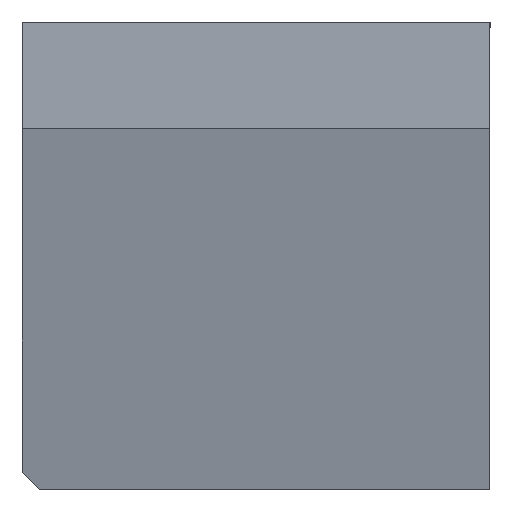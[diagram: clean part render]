
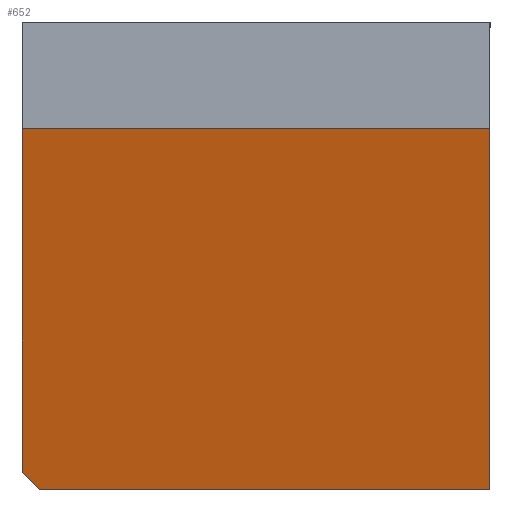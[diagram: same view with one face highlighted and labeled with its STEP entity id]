
A CAD part, left-side view. The second image highlights one B-rep face of the part: STEP entity #652.
In plain terms, the highlighted planar face has unit normal (-0.943, 0.334, 0).
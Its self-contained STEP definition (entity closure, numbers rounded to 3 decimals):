
#652=ADVANCED_FACE('NONE',(#1588),#1589,.F.);
#1588=FACE_OUTER_BOUND('',#2785,.T.);
#1589=PLANE('',#2786);
#2785=EDGE_LOOP('',(#5209,#5210,#5211,#5212,#5213));
#2786=AXIS2_PLACEMENT_3D('',#5214,#5215,#5216);
#5209=ORIENTED_EDGE('',*,*,#8070,.T.);
#5210=ORIENTED_EDGE('',*,*,#8292,.T.);
#5211=ORIENTED_EDGE('',*,*,#8293,.T.);
#5212=ORIENTED_EDGE('',*,*,#8042,.F.);
#5213=ORIENTED_EDGE('',*,*,#8294,.T.);
#5214=CARTESIAN_POINT('',(-14.01,-39.5,79.0));
#5215=DIRECTION('',(0.942,-0.334,0.0));
#5216=DIRECTION('',(0.0,0.0,-1.0));
#8042=EDGE_CURVE('NONE',#10071,#10073,#10074,.T.);
#8070=EDGE_CURVE('NONE',#10107,#10105,#10108,.T.);
#8292=EDGE_CURVE('NONE',#10105,#10476,#10477,.T.);
#8293=EDGE_CURVE('NONE',#10476,#10073,#10478,.T.);
#8294=EDGE_CURVE('NONE',#10071,#10107,#10479,.T.);
#10071=VERTEX_POINT('NONE',#12825);
#10073=VERTEX_POINT('NONE',#12828);
#10074=LINE('',#12829,#12830);
#10105=VERTEX_POINT('NONE',#12867);
#10107=VERTEX_POINT('NONE',#12870);
#10108=LINE('',#12871,#12872);
#10476=VERTEX_POINT('NONE',#13458);
#10477=LINE('',#13459,#13460);
#10478=LINE('',#13461,#13462);
#10479=LINE('',#13463,#13464);
#12825=CARTESIAN_POINT('',(-14.01,-39.5,61.0));
#12828=CARTESIAN_POINT('',(-14.01,-39.5,0.0));
#12829=CARTESIAN_POINT('',(-14.01,-39.5,79.0));
#12830=VECTOR('',#14900,1000.0);
#12867=CARTESIAN_POINT('',(14.01,39.5,3.));
#12870=CARTESIAN_POINT('',(14.01,39.5,61.0));
#12871=CARTESIAN_POINT('',(14.01,39.5,79.0));
#12872=VECTOR('',#14962,1000.0);
#13458=CARTESIAN_POINT('',(12.946,36.5,0.0));
#13459=CARTESIAN_POINT('',(14.01,39.5,3.));
#13460=VECTOR('',#15187,1000.0);
#13461=CARTESIAN_POINT('',(-14.01,-39.5,0.0));
#13462=VECTOR('',#15188,1000.0);
#13463=CARTESIAN_POINT('',(-14.01,-39.5,61.0));
#13464=VECTOR('',#15189,1000.0);
#14900=DIRECTION('',(-0.0,-0.0,-1.0));
#14962=DIRECTION('',(-0.0,-0.0,-1.0));
#15187=DIRECTION('',(-0.243,-0.686,-0.686));
#15188=DIRECTION('',(-0.334,-0.942,-0.0));
#15189=DIRECTION('',(0.334,0.942,0.0));
